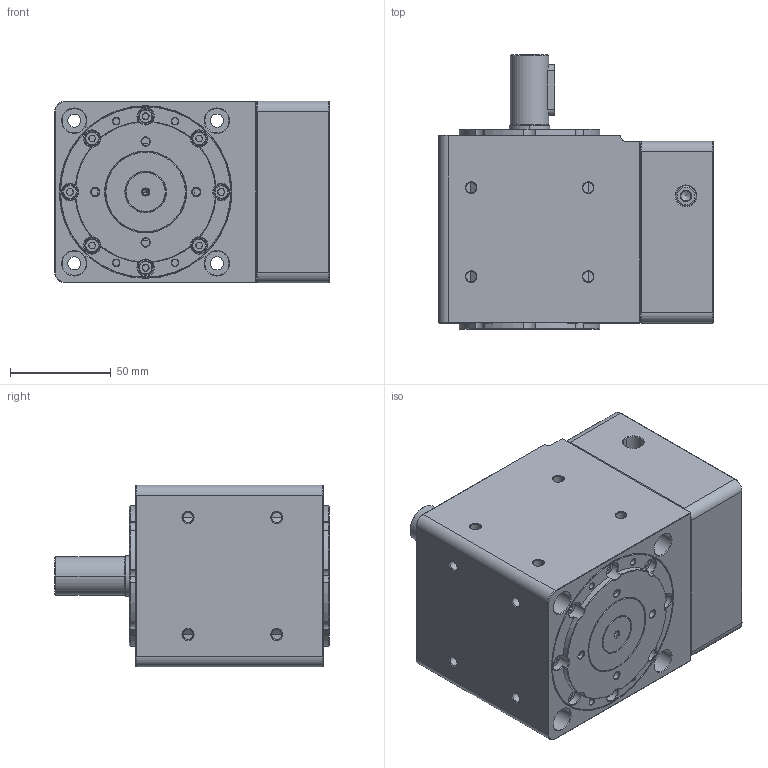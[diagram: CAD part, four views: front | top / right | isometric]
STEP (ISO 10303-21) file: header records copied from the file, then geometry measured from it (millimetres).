
FILE_DESCRIPTION(/* description */ (''),/* implementation_level */ '2;1');
FILE_NAME(/* name */ 'DS90-2-19-41-70-90-m6_asm_stp_stp.stp',/* time_stamp */ '2021-08-13T15:36:08+08:00',/* author */ (''),/* organization */ (''),/* preprocessor_version */ 'ST-DEVELOPER v16',/* originating_system */ 'SIEMENS PLM Software NX 10.0',/* authorisation */ '');
FILE_SCHEMA (('AP203_CONFIGURATION_CONTROLLED_3D_DESIGN_OF_MECHANICAL_PARTS_AND_ASSEMBLIES_MIM_LF { 1 0 10303 403 2 1 2}'));
Length unit declared in the file: millimetre
Products named in the file (1): DS90-2-19-41-70-90-m6_asm_stp_stp_stp
Bounding box: 136 x 136 x 90 mm (x, y, z)
Volume: 1040859.7 mm3; surface area: 109747.4 mm2
Topology: 1 solids, 19 shells, 1052 faces, 2250 edges, 1313 vertices
Faces by surface type: plane 398, cone 353, cylinder 261, torus 40
Full cylindrical faces by diameter (mm): 3.838 x8, 5 x4, 5.795 x5, 7 x16, 10 x5
Entity records: 28586 total; most frequent: CARTESIAN_POINT 6117, DIRECTION 4976, ORIENTED_EDGE 4248, EDGE_CURVE 2124, AXIS2_PLACEMENT_3D 2066, VERTEX_POINT 1293, EDGE_LOOP 1266, ADVANCED_FACE 1052
